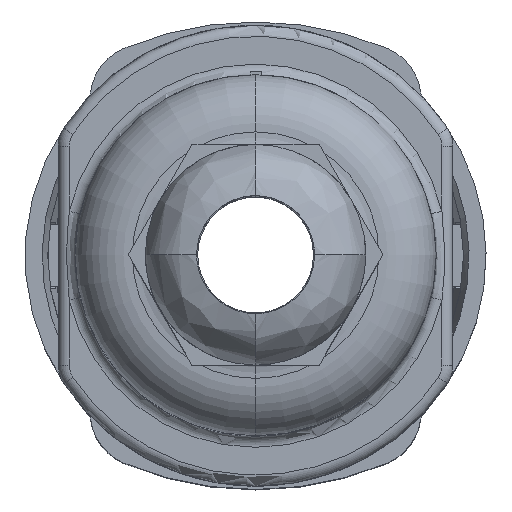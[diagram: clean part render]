
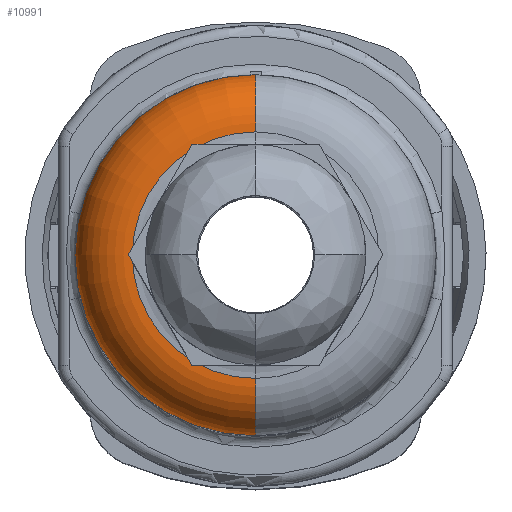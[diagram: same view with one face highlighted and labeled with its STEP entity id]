
A CAD part, top view. The second image highlights one B-rep face of the part: STEP entity #10991.
In plain terms, the highlighted toroidal (fillet/blend) face has major radius 11.375 mm and minor radius 5 mm.
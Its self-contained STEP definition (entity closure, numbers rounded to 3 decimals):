
#10933=AXIS2_PLACEMENT_3D('Circle Axis2P3D',#10931,#10932,$) ;
#10951=AXIS2_PLACEMENT_3D('Circle Axis2P3D',#10949,#10950,$) ;
#10965=AXIS2_PLACEMENT_3D('Circle Axis2P3D',#10963,#10964,$) ;
#10978=AXIS2_PLACEMENT_3D('Torus Axis2P3D',#10975,#10976,#10977) ;
#10982=AXIS2_PLACEMENT_3D('Circle Axis2P3D',#10980,#10981,$) ;
#10903=CARTESIAN_POINT('Vertex',(20.9,10.019,80.136)) ;
#10910=CARTESIAN_POINT('Vertex',(20.9,32.381,80.136)) ;
#10931=CARTESIAN_POINT('Axis2P3D Location',(20.9,21.2,80.136)) ;
#10949=CARTESIAN_POINT('Axis2P3D Location',(20.9,9.825,75.14)) ;
#10953=CARTESIAN_POINT('Vertex',(20.9,4.825,75.14)) ;
#10960=CARTESIAN_POINT('Vertex',(20.9,37.575,75.14)) ;
#10963=CARTESIAN_POINT('Axis2P3D Location',(20.9,32.575,75.14)) ;
#10975=CARTESIAN_POINT('Axis2P3D Location',(20.9,21.2,75.14)) ;
#10980=CARTESIAN_POINT('Axis2P3D Location',(20.9,21.2,75.14)) ;
#10932=DIRECTION('Axis2P3D Direction',(0.,0.,1.)) ;
#10950=DIRECTION('Axis2P3D Direction',(-1.,0.,0.)) ;
#10964=DIRECTION('Axis2P3D Direction',(1.,0.,0.)) ;
#10976=DIRECTION('Axis2P3D Direction',(0.,0.,1.)) ;
#10977=DIRECTION('Axis2P3D XDirection',(0.,1.,0.)) ;
#10981=DIRECTION('Axis2P3D Direction',(0.,0.,1.)) ;
#10986=ORIENTED_EDGE('',*,*,#10984,.T.) ;
#10987=ORIENTED_EDGE('',*,*,#10955,.F.) ;
#10988=ORIENTED_EDGE('',*,*,#10935,.F.) ;
#10989=ORIENTED_EDGE('',*,*,#10967,.T.) ;
#10991=ADVANCED_FACE('Hauptk\X2\00F6\X0\rper',(#10990),#10979,.T.) ;
#10934=CIRCLE('generated circle',#10933,11.181) ;
#10952=CIRCLE('generated circle',#10951,5.) ;
#10966=CIRCLE('generated circle',#10965,5.) ;
#10983=CIRCLE('generated circle',#10982,16.375) ;
#10979=TOROIDAL_SURFACE('homeo Torus',#10978,11.375,5.) ;
#10935=EDGE_CURVE('',#10911,#10904,#10934,.T.) ;
#10955=EDGE_CURVE('',#10904,#10954,#10952,.F.) ;
#10967=EDGE_CURVE('',#10911,#10961,#10966,.F.) ;
#10984=EDGE_CURVE('',#10961,#10954,#10983,.T.) ;
#10985=EDGE_LOOP('',(#10986,#10987,#10988,#10989)) ;
#10990=FACE_OUTER_BOUND('',#10985,.T.) ;
#10904=VERTEX_POINT('',#10903) ;
#10911=VERTEX_POINT('',#10910) ;
#10954=VERTEX_POINT('',#10953) ;
#10961=VERTEX_POINT('',#10960) ;
